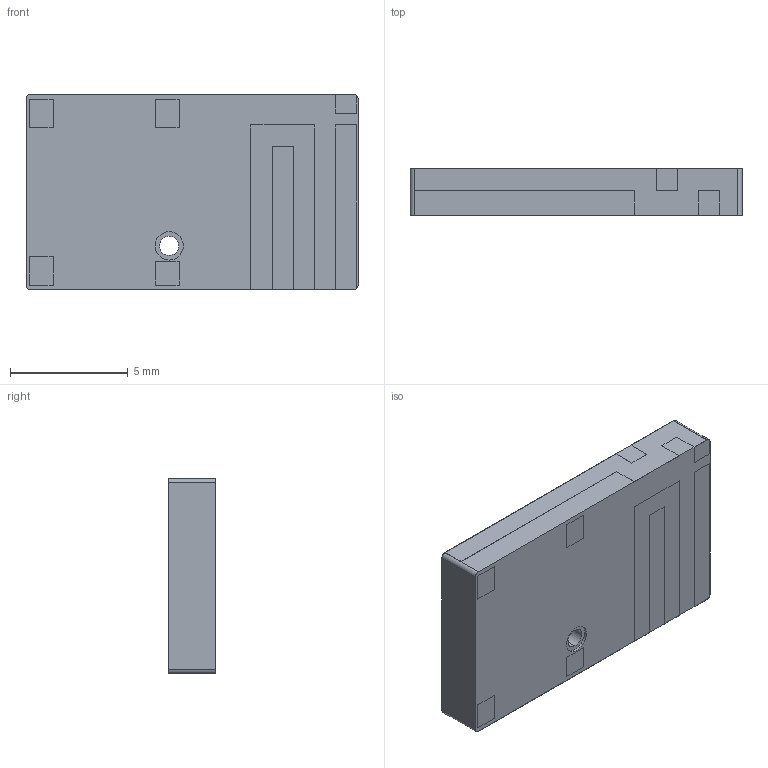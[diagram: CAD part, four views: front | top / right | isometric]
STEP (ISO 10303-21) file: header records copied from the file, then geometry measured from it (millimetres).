
FILE_DESCRIPTION (( 'STEP AP214' ), '1' );
FILE_NAME ('NCP.5820-OK.STEP', '2018-10-26T08:23:54', ( '' ), ( '' ), 'SwSTEP 2.0', 'SolidWorks 2017', '' );
FILE_SCHEMA (( 'AUTOMOTIVE_DESIGN' ));
Length unit declared in the file: millimetre
Products named in the file (1): NCP.5820-OK
Bounding box: 14.1 x 2 x 8.3 mm (x, y, z)
Volume: 233 mm3; surface area: 439.5 mm2
Topology: 13 solids, 13 shells, 734 faces, 1863 edges, 1242 vertices
Faces by surface type: plane 382, bspline 330, cylinder 22
Entity records: 29480 total; most frequent: CARTESIAN_POINT 13366, ORIENTED_EDGE 3726, DIRECTION 2057, EDGE_CURVE 1863, VERTEX_POINT 1242, VECTOR 1159, LINE 1159, EDGE_LOOP 823
